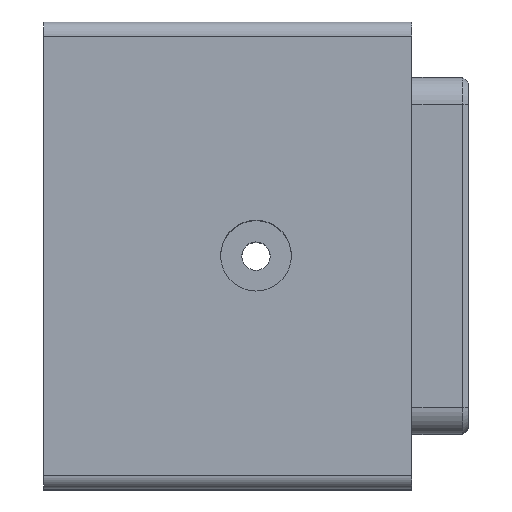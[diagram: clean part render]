
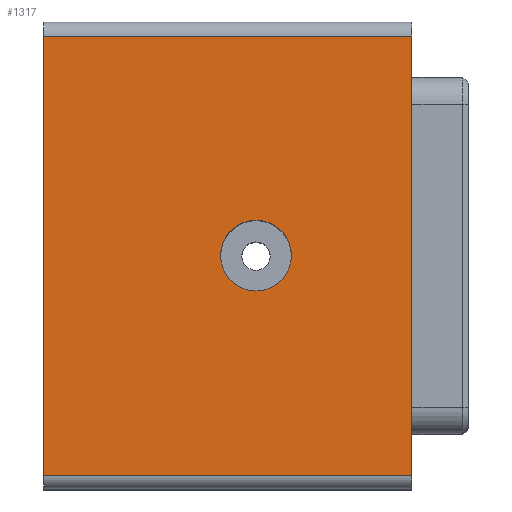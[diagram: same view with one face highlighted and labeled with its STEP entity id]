
A CAD part, top view. The second image highlights one B-rep face of the part: STEP entity #1317.
In plain terms, the highlighted planar face has unit normal (0, 0, 1).
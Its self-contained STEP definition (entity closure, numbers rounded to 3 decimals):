
#21 = DIRECTION ( 'NONE',  ( 1., 0., 0. ) ) ;
#89 = CARTESIAN_POINT ( 'NONE',  ( 0., 0., 14. ) ) ;
#188 = VECTOR ( 'NONE', #4391, 1000. ) ;
#284 = CARTESIAN_POINT ( 'NONE',  ( -15., 16.5, 14. ) ) ;
#415 = CARTESIAN_POINT ( 'NONE',  ( 0., 0., 14. ) ) ;
#479 = CARTESIAN_POINT ( 'NONE',  ( -15., 15.5, 14. ) ) ;
#575 = VECTOR ( 'NONE', #5615, 1000. ) ;
#666 = EDGE_CURVE ( 'NONE', #1762, #2488, #963, .T. ) ;
#682 = FACE_OUTER_BOUND ( 'NONE', #4145, .T. ) ;
#881 = VECTOR ( 'NONE', #3548, 1000. ) ;
#963 = CIRCLE ( 'NONE', #1380, 2.5 ) ;
#1087 = ORIENTED_EDGE ( 'NONE', *, *, #2273, .T. ) ;
#1200 = ORIENTED_EDGE ( 'NONE', *, *, #1843, .F. ) ;
#1206 = LINE ( 'NONE', #284, #3379 ) ;
#1222 = CARTESIAN_POINT ( 'NONE',  ( 11., 16.5, 14. ) ) ;
#1317 = ADVANCED_FACE ( 'NONE', ( #2595, #682 ), #2638, .T. ) ;
#1380 = AXIS2_PLACEMENT_3D ( 'NONE', #89, #2308, #1795 ) ;
#1458 = AXIS2_PLACEMENT_3D ( 'NONE', #4070, #4944, #21 ) ;
#1590 = DIRECTION ( 'NONE',  ( 0., 1., 0. ) ) ;
#1672 = CARTESIAN_POINT ( 'NONE',  ( 11., 15.5, 14. ) ) ;
#1704 = CARTESIAN_POINT ( 'NONE',  ( 2.5, 0., 14. ) ) ;
#1714 = ORIENTED_EDGE ( 'NONE', *, *, #666, .F. ) ;
#1762 = VERTEX_POINT ( 'NONE', #1704 ) ;
#1795 = DIRECTION ( 'NONE',  ( 1., 0., 0. ) ) ;
#1834 = DIRECTION ( 'NONE',  ( 1., 0., 0. ) ) ;
#1843 = EDGE_CURVE ( 'NONE', #2488, #1762, #4352, .T. ) ;
#1954 = CARTESIAN_POINT ( 'NONE',  ( -2.5, 0., 14. ) ) ;
#2018 = VERTEX_POINT ( 'NONE', #5458 ) ;
#2273 = EDGE_CURVE ( 'NONE', #2855, #5155, #3395, .T. ) ;
#2276 = EDGE_LOOP ( 'NONE', ( #1714, #1200 ) ) ;
#2308 = DIRECTION ( 'NONE',  ( 0., 0., 1. ) ) ;
#2488 = VERTEX_POINT ( 'NONE', #1954 ) ;
#2595 = FACE_BOUND ( 'NONE', #2276, .T. ) ;
#2638 = PLANE ( 'NONE',  #1458 ) ;
#2855 = VERTEX_POINT ( 'NONE', #1672 ) ;
#3130 = CARTESIAN_POINT ( 'NONE',  ( 0., -15.5, 14. ) ) ;
#3279 = LINE ( 'NONE', #3130, #881 ) ;
#3379 = VECTOR ( 'NONE', #1590, 1000. ) ;
#3395 = LINE ( 'NONE', #479, #188 ) ;
#3512 = VERTEX_POINT ( 'NONE', #3899 ) ;
#3548 = DIRECTION ( 'NONE',  ( 1., 0., 0. ) ) ;
#3852 = EDGE_CURVE ( 'NONE', #3512, #5155, #1206, .T. ) ;
#3856 = LINE ( 'NONE', #1222, #575 ) ;
#3899 = CARTESIAN_POINT ( 'NONE',  ( -15., -15.5, 14. ) ) ;
#4070 = CARTESIAN_POINT ( 'NONE',  ( 0., 0., 14. ) ) ;
#4073 = ORIENTED_EDGE ( 'NONE', *, *, #3852, .F. ) ;
#4145 = EDGE_LOOP ( 'NONE', ( #4921, #1087, #4073, #4919 ) ) ;
#4352 = CIRCLE ( 'NONE', #5006, 2.5 ) ;
#4391 = DIRECTION ( 'NONE',  ( -1., 0., 0. ) ) ;
#4425 = DIRECTION ( 'NONE',  ( 0., 0., 1. ) ) ;
#4919 = ORIENTED_EDGE ( 'NONE', *, *, #5633, .T. ) ;
#4921 = ORIENTED_EDGE ( 'NONE', *, *, #5100, .F. ) ;
#4944 = DIRECTION ( 'NONE',  ( 0., 0., 1. ) ) ;
#5006 = AXIS2_PLACEMENT_3D ( 'NONE', #415, #4425, #1834 ) ;
#5100 = EDGE_CURVE ( 'NONE', #2855, #2018, #3856, .T. ) ;
#5155 = VERTEX_POINT ( 'NONE', #5175 ) ;
#5175 = CARTESIAN_POINT ( 'NONE',  ( -15., 15.5, 14. ) ) ;
#5458 = CARTESIAN_POINT ( 'NONE',  ( 11., -15.5, 14. ) ) ;
#5615 = DIRECTION ( 'NONE',  ( 0., -1., 0. ) ) ;
#5633 = EDGE_CURVE ( 'NONE', #3512, #2018, #3279, .T. ) ;
